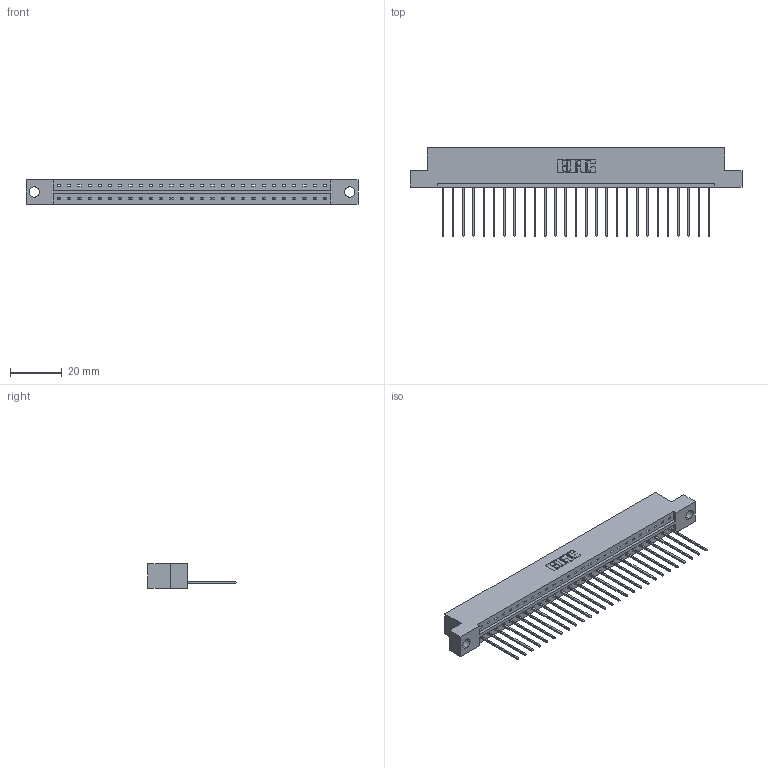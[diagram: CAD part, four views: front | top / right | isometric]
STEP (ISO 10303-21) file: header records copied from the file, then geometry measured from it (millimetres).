
FILE_DESCRIPTION (( 'STEP AP203' ), '1' );
FILE_NAME ('833-027-541-104.STEP', '2020-06-02T06:47:47', ( '' ), ( '' ), 'SwSTEP 2.0', 'SolidWorks 2020', '' );
FILE_SCHEMA (( 'CONFIG_CONTROL_DESIGN' ));
Length unit declared in the file: inch
Products named in the file (3): 833 Part_Flush - .156 Dia - TH; 833-027-541-104; 345-292-001_345-293-141
Assembly tree (28 placements, depth 2):
  833-027-541-104
    833 Part_Flush - .156 Dia - TH
    345-292-001_345-293-141  x27
Bounding box: 128.52 x 34.3 x 9.4 mm (x, y, z)
Volume: 12805.4 mm3; surface area: 14099.4 mm2
Topology: 28 solids, 28 shells, 1680 faces, 5063 edges, 3338 vertices
Faces by surface type: plane 1204, cylinder 476
Entity records: 18467 total; most frequent: CARTESIAN_POINT 3195, ORIENTED_EDGE 3158, DIRECTION 2725, EDGE_CURVE 1579, LINE 1451, VECTOR 1451, VERTEX_POINT 1050, AXIS2_PLACEMENT_3D 637
